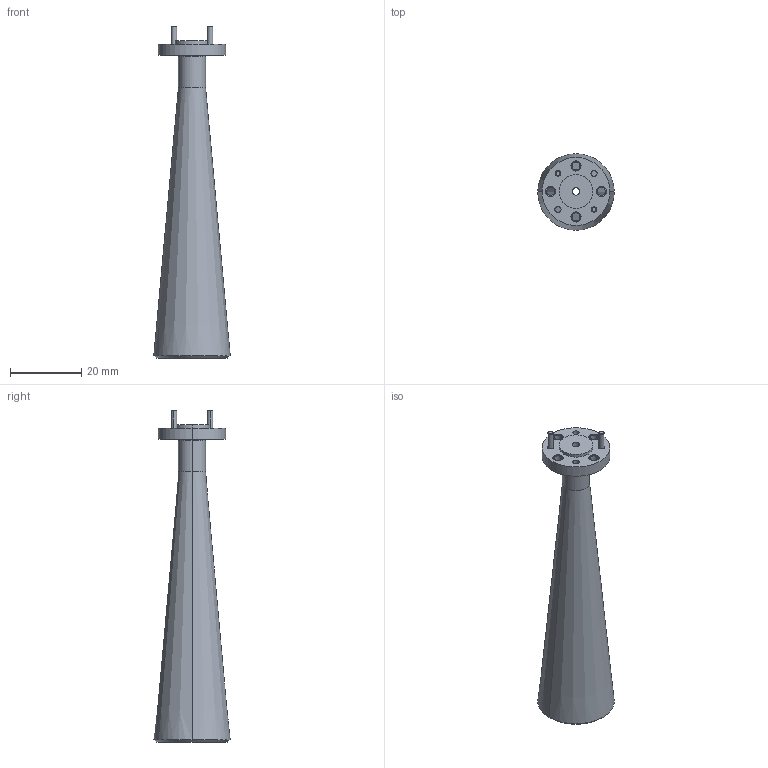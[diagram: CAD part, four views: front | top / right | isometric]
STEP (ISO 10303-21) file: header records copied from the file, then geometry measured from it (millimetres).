
FILE_DESCRIPTION (( 'STEP AP214' ), '1' );
FILE_NAME ('PEWAN1060-FMWAN1060.step', '2021-05-25T15:54:09', ( '' ), ( '' ), 'SwSTEP 2.0', 'SolidWorks 2020', '' );
FILE_SCHEMA (( 'AUTOMOTIVE_DESIGN' ));
Length unit declared in the file: inch
Products named in the file (1): PEWAN1060-FMWAN1060
Bounding box: 21.41 x 21.41 x 93.04 mm (x, y, z)
Volume: 6954.7 mm3; surface area: 7219.9 mm2
Topology: 1 solids, 1 shells, 66 faces, 144 edges, 92 vertices
Faces by surface type: cylinder 40, plane 14, cone 10, torus 2
Entity records: 1966 total; most frequent: DIRECTION 372, CARTESIAN_POINT 303, ORIENTED_EDGE 288, AXIS2_PLACEMENT_3D 161, EDGE_CURVE 144, CIRCLE 94, VERTEX_POINT 92, EDGE_LOOP 92
